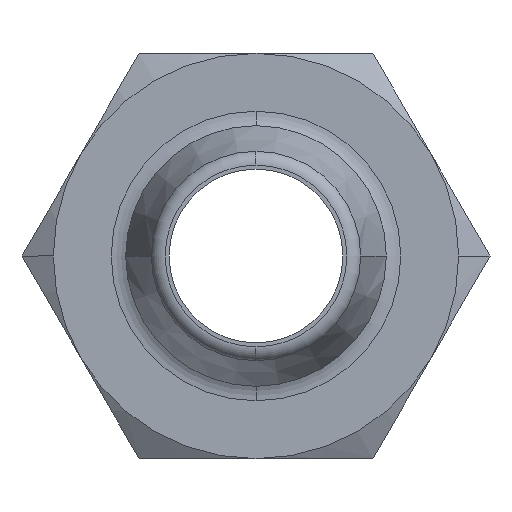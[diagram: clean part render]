
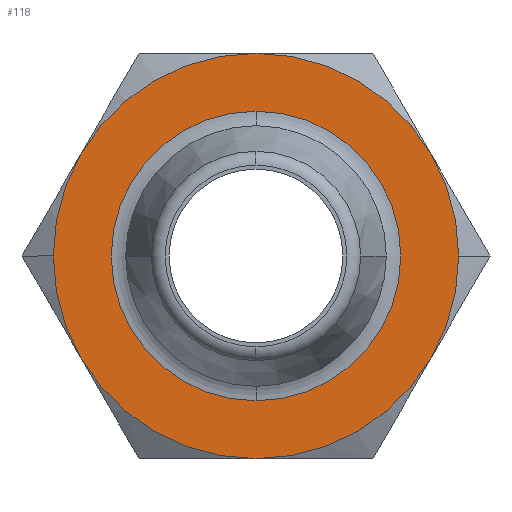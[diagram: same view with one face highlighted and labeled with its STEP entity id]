
A CAD part, left-side view. The second image highlights one B-rep face of the part: STEP entity #118.
In plain terms, the highlighted planar face has unit normal (-1, 0, 0).
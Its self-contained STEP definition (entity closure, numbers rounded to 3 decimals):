
#118=ADVANCED_FACE('',(#265,#266),#267,.F.);
#265=FACE_OUTER_BOUND('',#445,.T.);
#266=FACE_BOUND('',#446,.T.);
#267=PLANE('',#447);
#445=EDGE_LOOP('',(#717,#718,#719,#720,#721,#722,#723,#724));
#446=EDGE_LOOP('',(#725,#726,#727));
#447=AXIS2_PLACEMENT_3D('',#728,#729,#730);
#717=ORIENTED_EDGE('',*,*,#1087,.T.);
#718=ORIENTED_EDGE('',*,*,#1107,.T.);
#719=ORIENTED_EDGE('',*,*,#1108,.F.);
#720=ORIENTED_EDGE('',*,*,#1109,.F.);
#721=ORIENTED_EDGE('',*,*,#1110,.T.);
#722=ORIENTED_EDGE('',*,*,#1084,.T.);
#723=ORIENTED_EDGE('',*,*,#1111,.F.);
#724=ORIENTED_EDGE('',*,*,#1112,.F.);
#725=ORIENTED_EDGE('',*,*,#1105,.F.);
#726=ORIENTED_EDGE('',*,*,#1104,.F.);
#727=ORIENTED_EDGE('',*,*,#1094,.F.);
#728=CARTESIAN_POINT('',(0.0,0.0,0.0));
#729=DIRECTION('',(1.0,0.0,0.0));
#730=DIRECTION('',(0.0,1.0,-0.0));
#1084=EDGE_CURVE('',#1299,#1301,#1303,.T.);
#1087=EDGE_CURVE('',#1308,#1305,#1309,.T.);
#1094=EDGE_CURVE('',#1319,#1313,#1321,.T.);
#1104=EDGE_CURVE('',#1313,#1334,#1335,.T.);
#1105=EDGE_CURVE('',#1334,#1319,#1336,.T.);
#1107=EDGE_CURVE('',#1305,#1338,#1339,.T.);
#1108=EDGE_CURVE('',#1340,#1338,#1341,.T.);
#1109=EDGE_CURVE('',#1342,#1340,#1343,.T.);
#1110=EDGE_CURVE('',#1342,#1299,#1344,.T.);
#1111=EDGE_CURVE('',#1345,#1301,#1346,.T.);
#1112=EDGE_CURVE('',#1308,#1345,#1347,.T.);
#1299=VERTEX_POINT('',#1587);
#1301=VERTEX_POINT('',#1590);
#1303=CIRCLE('',#1601,7.0);
#1305=VERTEX_POINT('',#1603);
#1308=VERTEX_POINT('',#1607);
#1309=CIRCLE('',#1608,7.0);
#1313=VERTEX_POINT('',#1621);
#1319=VERTEX_POINT('',#1627);
#1321=CIRCLE('',#1629,5.);
#1334=VERTEX_POINT('',#1644);
#1335=CIRCLE('',#1645,5.);
#1336=CIRCLE('',#1646,5.);
#1338=VERTEX_POINT('',#1648);
#1339=CIRCLE('',#1649,7.0);
#1340=VERTEX_POINT('',#1650);
#1341=CIRCLE('',#1651,7.0);
#1342=VERTEX_POINT('',#1652);
#1343=CIRCLE('',#1653,7.0);
#1344=CIRCLE('',#1654,7.0);
#1345=VERTEX_POINT('',#1655);
#1346=CIRCLE('',#1656,7.0);
#1347=CIRCLE('',#1657,7.0);
#1587=CARTESIAN_POINT('',(0.0,-7.0,0.));
#1590=CARTESIAN_POINT('',(0.0,-6.062,3.5));
#1601=AXIS2_PLACEMENT_3D('',#2031,#2032,#2033);
#1603=CARTESIAN_POINT('',(0.0,7.0,0.));
#1607=CARTESIAN_POINT('',(0.0,6.062,3.5));
#1608=AXIS2_PLACEMENT_3D('',#2035,#2036,#2037);
#1621=CARTESIAN_POINT('',(0.,0.,-5.));
#1627=CARTESIAN_POINT('',(0.,0.,5.));
#1629=AXIS2_PLACEMENT_3D('',#2050,#2051,#2052);
#1644=CARTESIAN_POINT('',(0.,-5.,0.0));
#1645=AXIS2_PLACEMENT_3D('',#2067,#2068,#2069);
#1646=AXIS2_PLACEMENT_3D('',#2070,#2071,#2072);
#1648=CARTESIAN_POINT('',(0.0,6.062,-3.5));
#1649=AXIS2_PLACEMENT_3D('',#2073,#2074,#2075);
#1650=CARTESIAN_POINT('',(0.0,0.,-7.0));
#1651=AXIS2_PLACEMENT_3D('',#2076,#2077,#2078);
#1652=CARTESIAN_POINT('',(0.0,-6.062,-3.5));
#1653=AXIS2_PLACEMENT_3D('',#2079,#2080,#2081);
#1654=AXIS2_PLACEMENT_3D('',#2082,#2083,#2084);
#1655=CARTESIAN_POINT('',(0.0,0.,7.0));
#1656=AXIS2_PLACEMENT_3D('',#2085,#2086,#2087);
#1657=AXIS2_PLACEMENT_3D('',#2088,#2089,#2090);
#2031=CARTESIAN_POINT('',(0.0,0.0,0.0));
#2032=DIRECTION('',(-1.0,-0.0,0.0));
#2033=DIRECTION('',(0.0,-0.866,-0.5));
#2035=CARTESIAN_POINT('',(0.0,0.0,0.0));
#2036=DIRECTION('',(-1.0,0.0,0.0));
#2037=DIRECTION('',(0.0,0.866,0.5));
#2050=CARTESIAN_POINT('',(0.,0.0,0.0));
#2051=DIRECTION('',(-1.0,0.0,0.0));
#2052=DIRECTION('',(0.0,-1.0,0.0));
#2067=CARTESIAN_POINT('',(0.,0.0,0.0));
#2068=DIRECTION('',(-1.0,0.0,0.0));
#2069=DIRECTION('',(0.0,-1.0,0.0));
#2070=CARTESIAN_POINT('',(0.,0.0,0.0));
#2071=DIRECTION('',(-1.0,0.0,0.0));
#2072=DIRECTION('',(0.0,-1.0,0.0));
#2073=CARTESIAN_POINT('',(0.0,0.0,0.0));
#2074=DIRECTION('',(-1.0,0.0,0.0));
#2075=DIRECTION('',(0.0,0.866,0.5));
#2076=CARTESIAN_POINT('',(0.0,0.0,0.0));
#2077=DIRECTION('',(1.0,0.0,0.0));
#2078=DIRECTION('',(0.0,0.,-1.0));
#2079=CARTESIAN_POINT('',(0.0,0.0,0.0));
#2080=DIRECTION('',(1.0,0.0,0.0));
#2081=DIRECTION('',(0.0,-0.866,-0.5));
#2082=CARTESIAN_POINT('',(0.0,0.0,0.0));
#2083=DIRECTION('',(-1.0,-0.0,0.0));
#2084=DIRECTION('',(0.0,-0.866,-0.5));
#2085=CARTESIAN_POINT('',(0.0,0.0,0.0));
#2086=DIRECTION('',(1.0,0.0,-0.0));
#2087=DIRECTION('',(0.0,0.,1.0));
#2088=CARTESIAN_POINT('',(0.0,0.0,0.0));
#2089=DIRECTION('',(1.0,0.0,-0.0));
#2090=DIRECTION('',(0.0,0.866,0.5));
